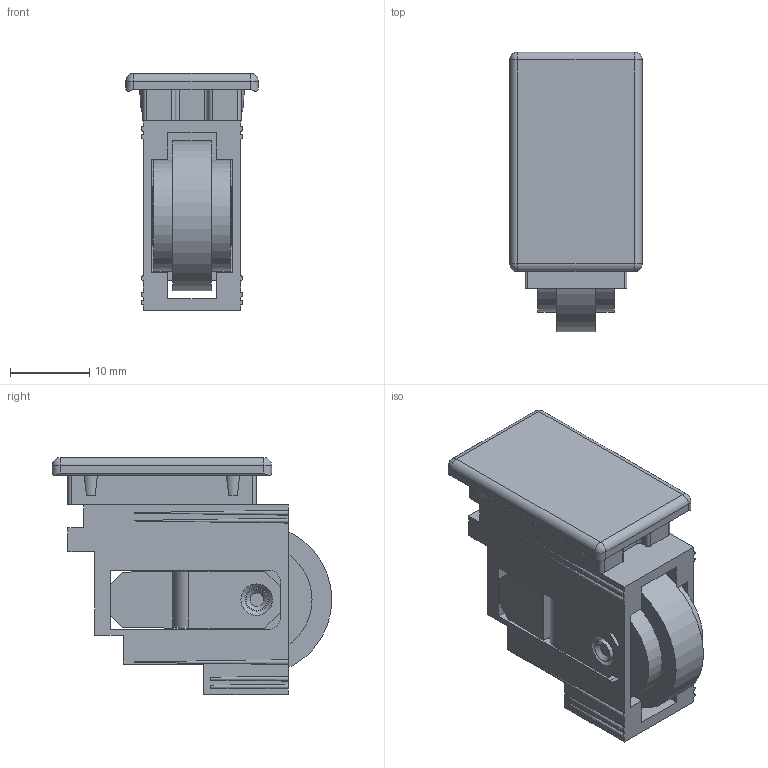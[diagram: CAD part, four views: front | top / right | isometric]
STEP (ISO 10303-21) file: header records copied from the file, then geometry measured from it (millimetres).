
FILE_DESCRIPTION(/* description */ ('STEP AP214'),/* implementation_level */ '2;1');
FILE_NAME(/* name */ '093WWCI18321S01',/* time_stamp */ '2022-08-30T14:39:55+02:00',/* author */ ('License CC BY-ND 4.0'),/* organization */ ('CADENAS'),/* preprocessor_version */ 'ST-DEVELOPER v18.102',/* originating_system */ 'PARTsolutions',/* authorisation */ ' ');
FILE_SCHEMA (('AUTOMOTIVE_DESIGN {1 0 10303 214 3 1 1}'));
Length unit declared in the file: millimetre
Products named in the file (4): 093WWCI18321S01; 093WWCI18321S01_cap; 093WWCI18321S01_wheel; 093WWCI18321S01_frame
Assembly tree (3 placements, depth 2):
  093WWCI18321S01
    093WWCI18321S01_cap
    093WWCI18321S01_wheel
    093WWCI18321S01_frame
Bounding box: 16.77 x 35.38 x 30 mm (x, y, z)
Volume: 6831.1 mm3; surface area: 6803.9 mm2
Topology: 3 solids, 3 shells, 190 faces, 518 edges, 338 vertices
Faces by surface type: plane 114, cylinder 55, cone 13, bspline 4, sphere 4
Full cylindrical faces by diameter (mm): 2.9 x3, 7.339 x1, 14 x2, 19 x1
Entity records: 6406 total; most frequent: CARTESIAN_POINT 1230, ORIENTED_EDGE 1002, DIRECTION 980, EDGE_CURVE 501, VERTEX_POINT 335, LINE 330, VECTOR 330, AXIS2_PLACEMENT_3D 325
